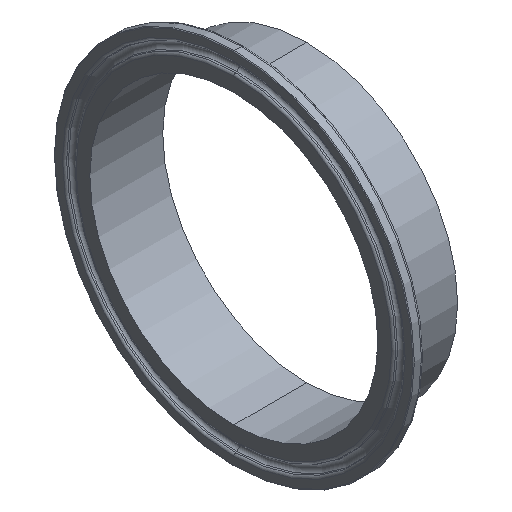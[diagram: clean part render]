
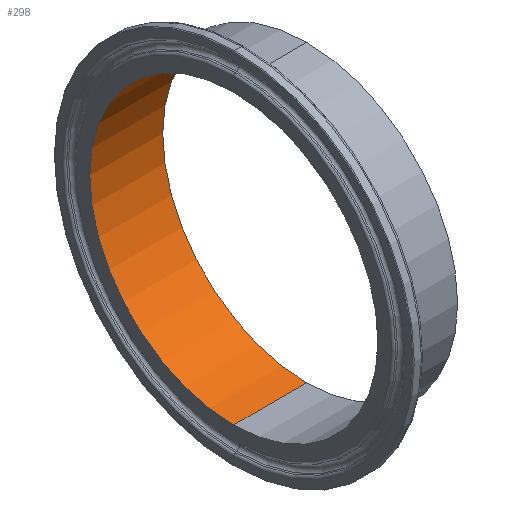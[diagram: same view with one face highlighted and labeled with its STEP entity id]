
A CAD part, isometric view. The second image highlights one B-rep face of the part: STEP entity #298.
In plain terms, the highlighted cylindrical face has radius 42.45 mm (diameter 84.9 mm), a partial arc.
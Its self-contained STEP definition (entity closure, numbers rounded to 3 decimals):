
#11 = CARTESIAN_POINT ( 'NONE',  ( 0., 0., 0. ) ) ;
#26 = ORIENTED_EDGE ( 'NONE', *, *, #371, .T. ) ;
#35 = CARTESIAN_POINT ( 'NONE',  ( 0., 0., 42.45 ) ) ;
#42 = LINE ( 'NONE', #35, #244 ) ;
#47 = VERTEX_POINT ( 'NONE', #653 ) ;
#70 = DIRECTION ( 'NONE',  ( 0., 0., 1. ) ) ;
#77 = ORIENTED_EDGE ( 'NONE', *, *, #141, .F. ) ;
#96 = CARTESIAN_POINT ( 'NONE',  ( 0., 0., -42.45 ) ) ;
#126 = EDGE_LOOP ( 'NONE', ( #77, #419, #477, #26 ) ) ;
#141 = EDGE_CURVE ( 'NONE', #631, #47, #322, .T. ) ;
#164 = EDGE_CURVE ( 'NONE', #518, #695, #42, .T. ) ;
#165 = CYLINDRICAL_SURFACE ( 'NONE', #428, 42.45 ) ;
#210 = AXIS2_PLACEMENT_3D ( 'NONE', #11, #714, #70 ) ;
#213 = CARTESIAN_POINT ( 'NONE',  ( 21.5, 0., 42.45 ) ) ;
#214 = DIRECTION ( 'NONE',  ( -1., 0., 0. ) ) ;
#244 = VECTOR ( 'NONE', #214, 1000. ) ;
#259 = DIRECTION ( 'NONE',  ( -1., 0., 0. ) ) ;
#298 = ADVANCED_FACE ( 'NONE', ( #514 ), #165, .F. ) ;
#305 = VECTOR ( 'NONE', #549, 1000. ) ;
#322 = LINE ( 'NONE', #96, #305 ) ;
#371 = EDGE_CURVE ( 'NONE', #695, #47, #662, .T. ) ;
#382 = CARTESIAN_POINT ( 'NONE',  ( 21.5, 0., 0. ) ) ;
#419 = ORIENTED_EDGE ( 'NONE', *, *, #532, .F. ) ;
#428 = AXIS2_PLACEMENT_3D ( 'NONE', #508, #633, #699 ) ;
#456 = CIRCLE ( 'NONE', #537, 42.45 ) ;
#477 = ORIENTED_EDGE ( 'NONE', *, *, #164, .T. ) ;
#508 = CARTESIAN_POINT ( 'NONE',  ( 0., 0., 0. ) ) ;
#514 = FACE_OUTER_BOUND ( 'NONE', #126, .T. ) ;
#518 = VERTEX_POINT ( 'NONE', #213 ) ;
#532 = EDGE_CURVE ( 'NONE', #518, #631, #456, .T. ) ;
#537 = AXIS2_PLACEMENT_3D ( 'NONE', #382, #259, #611 ) ;
#549 = DIRECTION ( 'NONE',  ( -1., 0., 0. ) ) ;
#611 = DIRECTION ( 'NONE',  ( 0., 0., 1. ) ) ;
#631 = VERTEX_POINT ( 'NONE', #749 ) ;
#633 = DIRECTION ( 'NONE',  ( -1., 0., 0. ) ) ;
#653 = CARTESIAN_POINT ( 'NONE',  ( 0., 0., -42.45 ) ) ;
#662 = CIRCLE ( 'NONE', #210, 42.45 ) ;
#686 = CARTESIAN_POINT ( 'NONE',  ( 0., 0., 42.45 ) ) ;
#695 = VERTEX_POINT ( 'NONE', #686 ) ;
#699 = DIRECTION ( 'NONE',  ( 0., 0., 1. ) ) ;
#714 = DIRECTION ( 'NONE',  ( -1., 0., 0. ) ) ;
#749 = CARTESIAN_POINT ( 'NONE',  ( 21.5, 0., -42.45 ) ) ;
